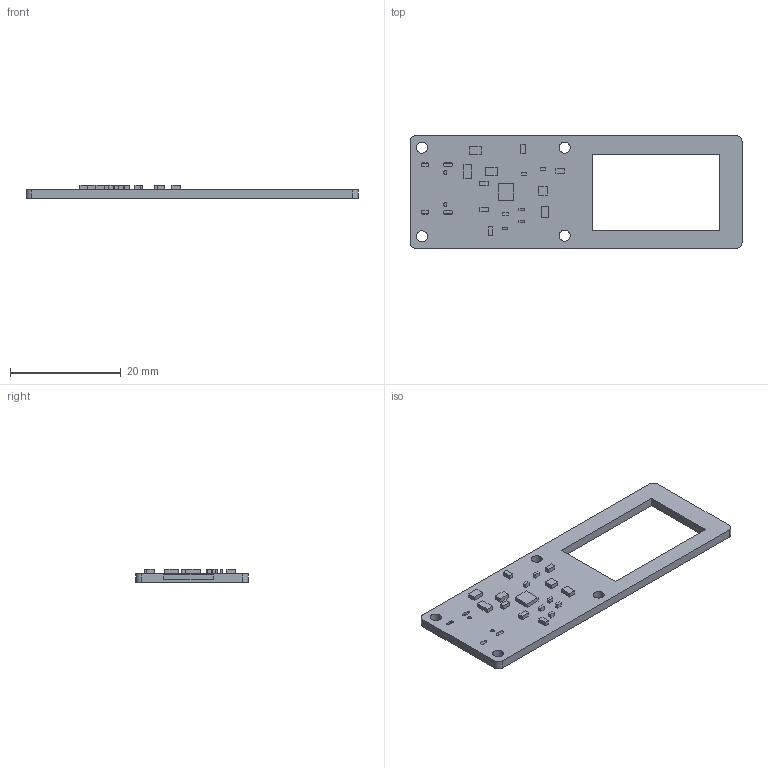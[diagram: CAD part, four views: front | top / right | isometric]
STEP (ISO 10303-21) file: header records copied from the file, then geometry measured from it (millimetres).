
FILE_DESCRIPTION(('Designed by EasyEDA Pro'),'2;1');
FILE_NAME('Open CASCADE Shape Model','2025-07-31T23:25:32',('Author'),( 'Open CASCADE'),'Open CASCADE STEP processor 7.8','Open CASCADE 7.8' ,'Unknown');
FILE_SCHEMA(('AUTOMOTIVE_DESIGN { 1 0 10303 214 1 1 1 1 }'));
Length unit declared in the file: millimetre
Products named in the file (30): EasyEDA PCB Model~ahjJ; Board~ahjJ; TopCopper~ahjJ; BottomCopper~ahjJ; TopFpcStiffener~ahjJ; BottomFpcStiffener~ahjJ; USB1~USB-C-SMD_TYPE-C16PIN~USB-C-SMD_TYPE-C16PIN~ahjJ; USB-C-SMD_TYPE-C16PIN~USB-C-SMD_TYPE-C16PIN~ahjJ; R1~R0402~R0402_L1.0-W0.5-H0.5~ahjJ; R6~R0402~R0402_L1.0-W0.5-H0.5~ahjJ; C6~C0603~C0603_L1.6-W0.8-H0.8~ahjJ; C0603~C0603_L1.6-W0.8-H0.8~ahjJ; C2~C0805~C0805_L2.0-W1.3-H1.3~ahjJ; C5~C0805~C0805_L2.0-W1.3-H1.3~ahjJ; C1~C0402~C0402_L1.0-W0.5-H0.5~ahjJ; C4~C0402~C0402_L1.0-W0.5-H0.5~ahjJ; D2~SOT-666-6_L1.6-W1.2-P0.50-LS1.6-BL~SOT-666-6P_
L1.6-W1.2-H0.6-LS1.6-P0.50~ahjJ; SOT-666-6_L1.6-W1.2-P0.50-LS1.6-BL~SOT-666-6P_
L1.6-W1.2-H0.6-LS1.6-P0.50~ahjJ; U2~USIP-8_L3.0-W2.8-P0.65-TL-EP~USIP-8_L3.0-W2.8-P0.65-TL-EP~ahjJ; USIP-8_L3.0-W2.8-P0.65-TL-EP~USIP-8_L3.0-W2.8-P0.65-TL-EP~ahjJ; LED1~LED0603-RD_RED~LED0603-RD_RED~ahjJ; LED0603-RD_RED~LED0603-RD_RED~ahjJ; LED2~LED0603-RD~LED0603-RD~ahjJ; LED0603-RD~LED0603-RD~ahjJ; D1~SOD-323_L1.8-W1.3-LS2.5-BI~SOD-323_L1.7-W1.3-H1.1-LS2.5~ahjJ; SOD-323_L1.8-W1.3-LS2.5-BI~SOD-323_L1.7-W1.3-H1.1-LS2.5~ahjJ; F1~F0805~F0805_L2.1-W1.4-H0.8~ahjJ; F0805~F0805_L2.1-W1.4-H0.8~ahjJ; R4~R0603~R0603~ahjJ; R5~R0603~R0603~ahjJ
Assembly tree (35 placements, depth 3):
  EasyEDA PCB Model~ahjJ
    Board~ahjJ
    TopCopper~ahjJ
    BottomCopper~ahjJ
    TopFpcStiffener~ahjJ
    BottomFpcStiffener~ahjJ
    USB1~USB-C-SMD_TYPE-C16PIN~USB-C-SMD_TYPE-C16PIN~ahjJ
      USB-C-SMD_TYPE-C16PIN~USB-C-SMD_TYPE-C16PIN~ahjJ
    R1~R0402~R0402_L1.0-W0.5-H0.5~ahjJ
      R6~R0402~R0402_L1.0-W0.5-H0.5~ahjJ
    R6~R0402~R0402_L1.0-W0.5-H0.5~ahjJ  x3
    C6~C0603~C0603_L1.6-W0.8-H0.8~ahjJ
      C0603~C0603_L1.6-W0.8-H0.8~ahjJ
    C2~C0805~C0805_L2.0-W1.3-H1.3~ahjJ
      C5~C0805~C0805_L2.0-W1.3-H1.3~ahjJ
    C5~C0805~C0805_L2.0-W1.3-H1.3~ahjJ
    C1~C0402~C0402_L1.0-W0.5-H0.5~ahjJ
      C4~C0402~C0402_L1.0-W0.5-H0.5~ahjJ
    C4~C0402~C0402_L1.0-W0.5-H0.5~ahjJ
    D2~SOT-666-6_L1.6-W1.2-P0.50-LS1.6-BL~SOT-666-6P_
L1.6-W1.2-H0.6-LS1.6-P0.50~ahjJ
      SOT-666-6_L1.6-W1.2-P0.50-LS1.6-BL~SOT-666-6P_
L1.6-W1.2-H0.6-LS1.6-P0.50~ahjJ
    U2~USIP-8_L3.0-W2.8-P0.65-TL-EP~USIP-8_L3.0-W2.8-P0.65-TL-EP~ahjJ
      USIP-8_L3.0-W2.8-P0.65-TL-EP~USIP-8_L3.0-W2.8-P0.65-TL-EP~ahjJ
    LED1~LED0603-RD_RED~LED0603-RD_RED~ahjJ
      LED0603-RD_RED~LED0603-RD_RED~ahjJ
    LED2~LED0603-RD~LED0603-RD~ahjJ
      LED0603-RD~LED0603-RD~ahjJ
    D1~SOD-323_L1.8-W1.3-LS2.5-BI~SOD-323_L1.7-W1.3-H1.1-LS2.5~ahjJ
      SOD-323_L1.8-W1.3-LS2.5-BI~SOD-323_L1.7-W1.3-H1.1-LS2.5~ahjJ
    F1~F0805~F0805_L2.1-W1.4-H0.8~ahjJ
      F0805~F0805_L2.1-W1.4-H0.8~ahjJ
    R4~R0603~R0603~ahjJ
      R5~R0603~R0603~ahjJ
    R5~R0603~R0603~ahjJ
Bounding box: 59.97 x 20.29 x 2.36 mm (x, y, z)
Volume: 1489.8 mm3; surface area: 2505.3 mm2
Topology: 19 solids, 19 shells, 150 faces, 336 edges, 224 vertices
Faces by surface type: bspline 108, cylinder 24, plane 18
Entity records: 3964 total; most frequent: CARTESIAN_POINT 950, ORIENTED_EDGE 528, DIRECTION 324, EDGE_CURVE 264, VERTEX_POINT 176, B_SPLINE_CURVE_WITH_KNOTS 144, FACE_BOUND 136, EDGE_LOOP 136
